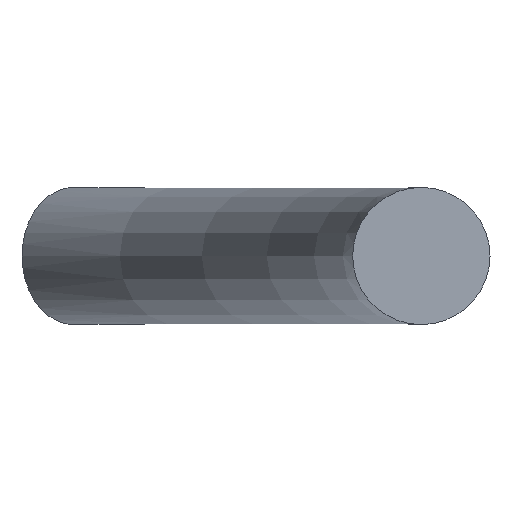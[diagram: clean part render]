
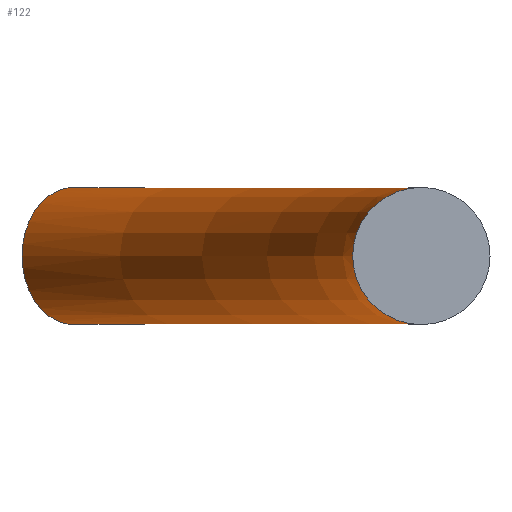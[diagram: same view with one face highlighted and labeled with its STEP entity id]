
A CAD part, front view. The second image highlights one B-rep face of the part: STEP entity #122.
In plain terms, the highlighted face is a revolution surface.
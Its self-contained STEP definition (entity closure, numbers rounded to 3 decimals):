
#35 = VERTEX_POINT('',#36);
#36 = CARTESIAN_POINT('',(3.4,22.,10.));
#43 = CYLINDRICAL_SURFACE('',#44,3.4);
#44 = AXIS2_PLACEMENT_3D('',#45,#46,#47);
#45 = CARTESIAN_POINT('',(0.,22.,10.));
#46 = DIRECTION('',(0.,1.,0.));
#47 = DIRECTION('',(1.,0.,0.));
#61 = EDGE_CURVE('',#35,#35,#62,.T.);
#62 = SURFACE_CURVE('',#63,(#68,#75),.PCURVE_S1.);
#63 = CIRCLE('',#64,3.4);
#64 = AXIS2_PLACEMENT_3D('',#65,#66,#67);
#65 = CARTESIAN_POINT('',(0.,22.,10.));
#66 = DIRECTION('',(-0.,1.,0.));
#67 = DIRECTION('',(1.,0.,0.));
#68 = PCURVE('',#43,#69);
#69 = DEFINITIONAL_REPRESENTATION('',(#70),#74);
#70 = LINE('',#71,#72);
#71 = CARTESIAN_POINT('',(0.,-0.));
#72 = VECTOR('',#73,1.);
#73 = DIRECTION('',(1.,0.));
#74 = ( GEOMETRIC_REPRESENTATION_CONTEXT(2) 
PARAMETRIC_REPRESENTATION_CONTEXT() REPRESENTATION_CONTEXT('2D SPACE',''
  ) );
#75 = PCURVE('',#76,#85);
#76 = SURFACE_OF_REVOLUTION('',#77,#82);
#77 = CIRCLE('',#78,3.4);
#78 = AXIS2_PLACEMENT_3D('',#79,#80,#81);
#79 = CARTESIAN_POINT('',(0.,21.844,10.));
#80 = DIRECTION('',(-0.002,-1.,
    0.));
#81 = DIRECTION('',(1.,-0.002,0.));
#82 = AXIS1_PLACEMENT('',#83,#84);
#83 = CARTESIAN_POINT('',(-70.,21.844,10.));
#84 = DIRECTION('',(0.,-0.,1.));
#85 = DEFINITIONAL_REPRESENTATION('',(#86),#89);
#86 = B_SPLINE_CURVE_WITH_KNOTS('',1,(#87,#88),.UNSPECIFIED.,.F.,.F.,(2,
    2),(0.,6.283),.PIECEWISE_BEZIER_KNOTS.);
#87 = CARTESIAN_POINT('',(0.002,6.283));
#88 = CARTESIAN_POINT('',(0.002,0.));
#89 = ( GEOMETRIC_REPRESENTATION_CONTEXT(2) 
PARAMETRIC_REPRESENTATION_CONTEXT() REPRESENTATION_CONTEXT('2D SPACE',''
  ) );
#122 = ADVANCED_FACE('',(#123),#76,.T.);
#123 = FACE_BOUND('',#124,.T.);
#124 = EDGE_LOOP('',(#125,#148,#175,#176));
#125 = ORIENTED_EDGE('',*,*,#126,.T.);
#126 = EDGE_CURVE('',#35,#127,#129,.T.);
#127 = VERTEX_POINT('',#128);
#128 = CARTESIAN_POINT('',(-14.638,70.037,10.));
#129 = SEAM_CURVE('',#130,(#135,#142),.PCURVE_S1.);
#130 = CIRCLE('',#131,73.4);
#131 = AXIS2_PLACEMENT_3D('',#132,#133,#134);
#132 = CARTESIAN_POINT('',(-70.,21.844,10.));
#133 = DIRECTION('',(0.,-0.,1.));
#134 = DIRECTION('',(1.,0.,-0.));
#135 = PCURVE('',#76,#136);
#136 = DEFINITIONAL_REPRESENTATION('',(#137),#141);
#137 = LINE('',#138,#139);
#138 = CARTESIAN_POINT('',(0.,0.));
#139 = VECTOR('',#140,1.);
#140 = DIRECTION('',(1.,0.));
#141 = ( GEOMETRIC_REPRESENTATION_CONTEXT(2) 
PARAMETRIC_REPRESENTATION_CONTEXT() REPRESENTATION_CONTEXT('2D SPACE',''
  ) );
#142 = PCURVE('',#76,#143);
#143 = DEFINITIONAL_REPRESENTATION('',(#144),#147);
#144 = B_SPLINE_CURVE_WITH_KNOTS('',1,(#145,#146),.UNSPECIFIED.,.F.,.F.,
  (2,2),(0.002,0.716),.PIECEWISE_BEZIER_KNOTS.);
#145 = CARTESIAN_POINT('',(0.002,6.283));
#146 = CARTESIAN_POINT('',(0.716,6.283));
#147 = ( GEOMETRIC_REPRESENTATION_CONTEXT(2) 
PARAMETRIC_REPRESENTATION_CONTEXT() REPRESENTATION_CONTEXT('2D SPACE',''
  ) );
#148 = ORIENTED_EDGE('',*,*,#149,.T.);
#149 = EDGE_CURVE('',#127,#127,#150,.T.);
#150 = SURFACE_CURVE('',#151,(#156,#163),.PCURVE_S1.);
#151 = CIRCLE('',#152,3.4);
#152 = AXIS2_PLACEMENT_3D('',#153,#154,#155);
#153 = CARTESIAN_POINT('',(-17.207,67.81,10.));
#154 = DIRECTION('',(0.655,-0.756,0.));
#155 = DIRECTION('',(0.756,0.655,0.));
#156 = PCURVE('',#76,#157);
#157 = DEFINITIONAL_REPRESENTATION('',(#158),#162);
#158 = LINE('',#159,#160);
#159 = CARTESIAN_POINT('',(0.716,0.));
#160 = VECTOR('',#161,1.);
#161 = DIRECTION('',(0.,1.));
#162 = ( GEOMETRIC_REPRESENTATION_CONTEXT(2) 
PARAMETRIC_REPRESENTATION_CONTEXT() REPRESENTATION_CONTEXT('2D SPACE',''
  ) );
#163 = PCURVE('',#164,#169);
#164 = PLANE('',#165);
#165 = AXIS2_PLACEMENT_3D('',#166,#167,#168);
#166 = CARTESIAN_POINT('',(-17.207,67.81,10.));
#167 = DIRECTION('',(0.655,-0.756,0.)
  );
#168 = DIRECTION('',(-0.756,-0.655,0.)
  );
#169 = DEFINITIONAL_REPRESENTATION('',(#170),#174);
#170 = CIRCLE('',#171,3.4);
#171 = AXIS2_PLACEMENT_2D('',#172,#173);
#172 = CARTESIAN_POINT('',(0.,0.));
#173 = DIRECTION('',(-1.,0.));
#174 = ( GEOMETRIC_REPRESENTATION_CONTEXT(2) 
PARAMETRIC_REPRESENTATION_CONTEXT() REPRESENTATION_CONTEXT('2D SPACE',''
  ) );
#175 = ORIENTED_EDGE('',*,*,#126,.F.);
#176 = ORIENTED_EDGE('',*,*,#61,.T.);
